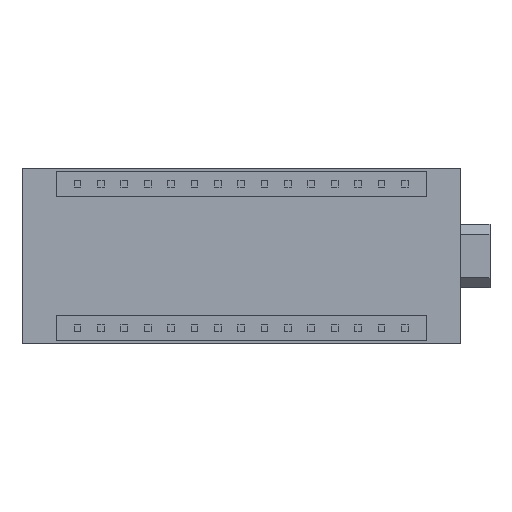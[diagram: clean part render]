
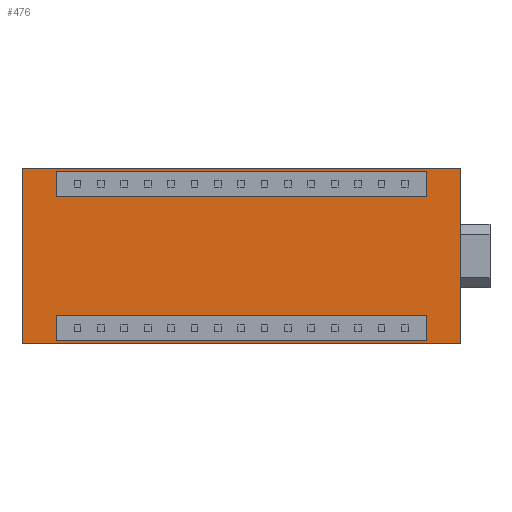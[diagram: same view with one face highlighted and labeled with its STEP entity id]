
A CAD part, front view. The second image highlights one B-rep face of the part: STEP entity #476.
In plain terms, the highlighted planar face has unit normal (0, -1, 0).
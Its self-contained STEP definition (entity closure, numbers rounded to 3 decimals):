
#379 = EDGE_CURVE('',#380,#382,#384,.T.);
#380 = VERTEX_POINT('',#381);
#381 = CARTESIAN_POINT('',(22.5,0.,9.));
#382 = VERTEX_POINT('',#383);
#383 = CARTESIAN_POINT('',(22.5,0.,-9.));
#384 = LINE('',#385,#386);
#385 = CARTESIAN_POINT('',(22.5,0.,9.));
#386 = VECTOR('',#387,1.);
#387 = DIRECTION('',(0.,0.,-1.));
#476 = ADVANCED_FACE('',(#477,#502,#536),#570,.T.);
#477 = FACE_BOUND('',#478,.T.);
#478 = EDGE_LOOP('',(#479,#480,#488,#496));
#479 = ORIENTED_EDGE('',*,*,#379,.F.);
#480 = ORIENTED_EDGE('',*,*,#481,.F.);
#481 = EDGE_CURVE('',#482,#380,#484,.T.);
#482 = VERTEX_POINT('',#483);
#483 = CARTESIAN_POINT('',(-22.5,0.,9.));
#484 = LINE('',#485,#486);
#485 = CARTESIAN_POINT('',(-22.5,0.,9.));
#486 = VECTOR('',#487,1.);
#487 = DIRECTION('',(1.,0.,0.));
#488 = ORIENTED_EDGE('',*,*,#489,.F.);
#489 = EDGE_CURVE('',#490,#482,#492,.T.);
#490 = VERTEX_POINT('',#491);
#491 = CARTESIAN_POINT('',(-22.5,0.,-9.));
#492 = LINE('',#493,#494);
#493 = CARTESIAN_POINT('',(-22.5,0.,9.));
#494 = VECTOR('',#495,1.);
#495 = DIRECTION('',(0.,0.,1.));
#496 = ORIENTED_EDGE('',*,*,#497,.F.);
#497 = EDGE_CURVE('',#382,#490,#498,.T.);
#498 = LINE('',#499,#500);
#499 = CARTESIAN_POINT('',(-22.5,0.,-9.));
#500 = VECTOR('',#501,1.);
#501 = DIRECTION('',(-1.,-0.,0.));
#502 = FACE_BOUND('',#503,.T.);
#503 = EDGE_LOOP('',(#504,#514,#522,#530));
#504 = ORIENTED_EDGE('',*,*,#505,.F.);
#505 = EDGE_CURVE('',#506,#508,#510,.T.);
#506 = VERTEX_POINT('',#507);
#507 = CARTESIAN_POINT('',(19.,0.,8.725));
#508 = VERTEX_POINT('',#509);
#509 = CARTESIAN_POINT('',(-19.,0.,8.725));
#510 = LINE('',#511,#512);
#511 = CARTESIAN_POINT('',(19.,0.,8.725));
#512 = VECTOR('',#513,1.);
#513 = DIRECTION('',(-1.,0.,0.));
#514 = ORIENTED_EDGE('',*,*,#515,.F.);
#515 = EDGE_CURVE('',#516,#506,#518,.T.);
#516 = VERTEX_POINT('',#517);
#517 = CARTESIAN_POINT('',(19.,0.,6.125));
#518 = LINE('',#519,#520);
#519 = CARTESIAN_POINT('',(19.,0.,8.725));
#520 = VECTOR('',#521,1.);
#521 = DIRECTION('',(0.,0.,1.));
#522 = ORIENTED_EDGE('',*,*,#523,.F.);
#523 = EDGE_CURVE('',#524,#516,#526,.T.);
#524 = VERTEX_POINT('',#525);
#525 = CARTESIAN_POINT('',(-19.,0.,6.125));
#526 = LINE('',#527,#528);
#527 = CARTESIAN_POINT('',(19.,0.,6.125));
#528 = VECTOR('',#529,1.);
#529 = DIRECTION('',(1.,0.,0.));
#530 = ORIENTED_EDGE('',*,*,#531,.F.);
#531 = EDGE_CURVE('',#508,#524,#532,.T.);
#532 = LINE('',#533,#534);
#533 = CARTESIAN_POINT('',(-19.,0.,8.725));
#534 = VECTOR('',#535,1.);
#535 = DIRECTION('',(0.,0.,-1.));
#536 = FACE_BOUND('',#537,.T.);
#537 = EDGE_LOOP('',(#538,#548,#556,#564));
#538 = ORIENTED_EDGE('',*,*,#539,.F.);
#539 = EDGE_CURVE('',#540,#542,#544,.T.);
#540 = VERTEX_POINT('',#541);
#541 = CARTESIAN_POINT('',(19.,0.,-8.725));
#542 = VERTEX_POINT('',#543);
#543 = CARTESIAN_POINT('',(19.,0.,-6.125));
#544 = LINE('',#545,#546);
#545 = CARTESIAN_POINT('',(19.,0.,-8.725));
#546 = VECTOR('',#547,1.);
#547 = DIRECTION('',(0.,0.,1.));
#548 = ORIENTED_EDGE('',*,*,#549,.F.);
#549 = EDGE_CURVE('',#550,#540,#552,.T.);
#550 = VERTEX_POINT('',#551);
#551 = CARTESIAN_POINT('',(-19.,0.,-8.725));
#552 = LINE('',#553,#554);
#553 = CARTESIAN_POINT('',(19.,0.,-8.725));
#554 = VECTOR('',#555,1.);
#555 = DIRECTION('',(1.,0.,0.));
#556 = ORIENTED_EDGE('',*,*,#557,.F.);
#557 = EDGE_CURVE('',#558,#550,#560,.T.);
#558 = VERTEX_POINT('',#559);
#559 = CARTESIAN_POINT('',(-19.,0.,-6.125));
#560 = LINE('',#561,#562);
#561 = CARTESIAN_POINT('',(-19.,0.,-8.725));
#562 = VECTOR('',#563,1.);
#563 = DIRECTION('',(-0.,-0.,-1.));
#564 = ORIENTED_EDGE('',*,*,#565,.F.);
#565 = EDGE_CURVE('',#542,#558,#566,.T.);
#566 = LINE('',#567,#568);
#567 = CARTESIAN_POINT('',(19.,0.,-6.125));
#568 = VECTOR('',#569,1.);
#569 = DIRECTION('',(-1.,0.,0.));
#570 = PLANE('',#571);
#571 = AXIS2_PLACEMENT_3D('',#572,#573,#574);
#572 = CARTESIAN_POINT('',(0.,0.,0.));
#573 = DIRECTION('',(0.,-1.,0.));
#574 = DIRECTION('',(0.,0.,-1.));
